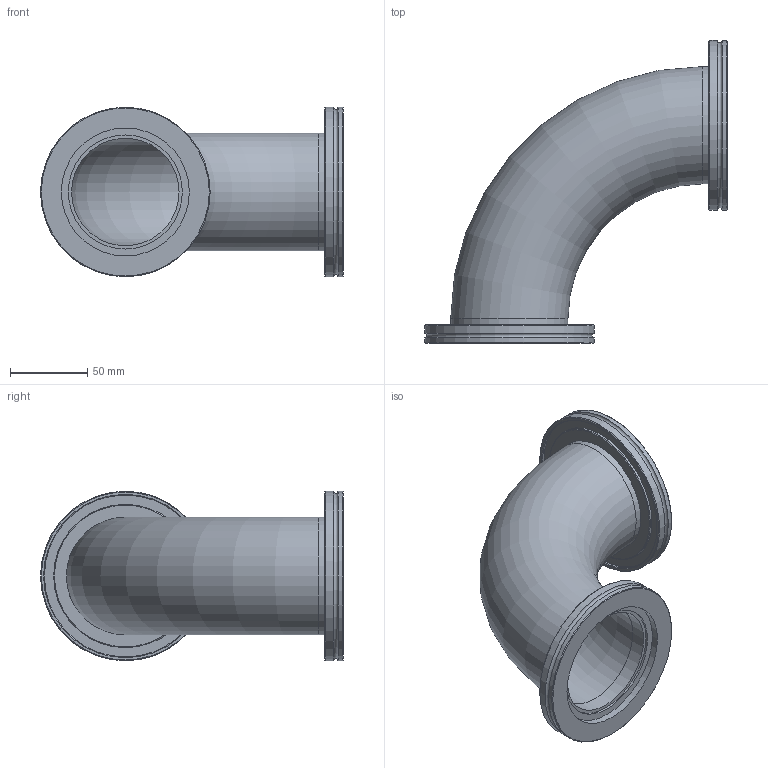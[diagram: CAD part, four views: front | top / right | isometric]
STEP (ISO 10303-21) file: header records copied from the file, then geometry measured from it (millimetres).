
FILE_DESCRIPTION(/* description */ (''),/* implementation_level */ '2;1');
FILE_NAME(/* name */ 'FL-E80LF-142.stp',/* time_stamp */ '2018-12-04T13:41:33+00:00',/* author */ ('paul'),/* organization */ (''),/* preprocessor_version */ 'ST-DEVELOPER v17.2',/* originating_system */ 'Autodesk Inventor 2019',/* authorisation */ '');
FILE_SCHEMA (('AUTOMOTIVE_DESIGN { 1 0 10303 214 3 1 1 }'));
Length unit declared in the file: millimetre
Products named in the file (3): FL-E80LF-142; tube; FL-80LF-W
Assembly tree (3 placements, depth 2):
  FL-E80LF-142
    tube
    FL-80LF-W  x2
Bounding box: 196.5 x 196.5 x 110 mm (x, y, z)
Volume: 260009.9 mm3; surface area: 138910.8 mm2
Topology: 3 solids, 3 shells, 44 faces, 110 edges, 80 vertices
Faces by surface type: cylinder 18, plane 14, cone 8, torus 4
Full cylindrical faces by diameter (mm): 69.7 x2, 74 x2, 76.1 x2, 76.4 x2, 83 x2, 93 x2, 105 x2, 110 x4
Entity records: 938 total; most frequent: DIRECTION 177, CARTESIAN_POINT 142, ORIENTED_EDGE 128, AXIS2_PLACEMENT_3D 81, EDGE_CURVE 64, CIRCLE 49, VERTEX_POINT 46, EDGE_LOOP 34
